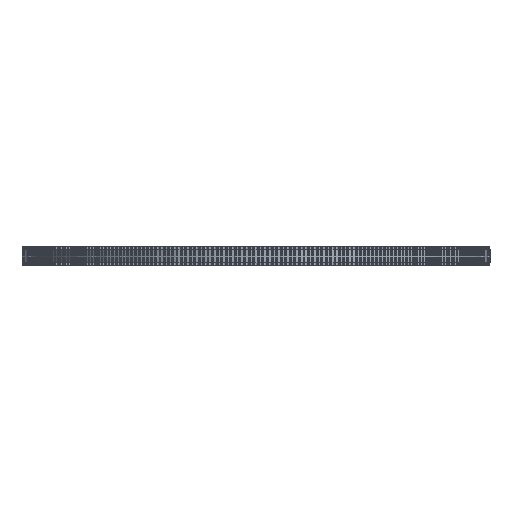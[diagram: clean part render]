
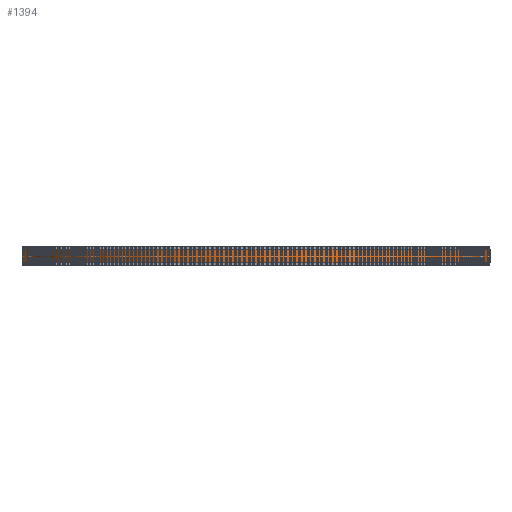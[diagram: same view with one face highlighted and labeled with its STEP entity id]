
A CAD part, left-side view. The second image highlights one B-rep face of the part: STEP entity #1394.
In plain terms, the highlighted cylindrical face has radius 101.222 mm (diameter 202.445 mm), a full revolution.
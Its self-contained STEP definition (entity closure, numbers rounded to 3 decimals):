
#97=FACE_BOUND('',#5216,.T.);
#98=FACE_BOUND('',#5217,.T.);
#1394=ADVANCED_FACE('',(#97,#98),#2667,.T.);
#2667=CYLINDRICAL_SURFACE('',#28127,101.223);
#5216=EDGE_LOOP('',(#15394));
#5217=EDGE_LOOP('',(#15395));
#15394=ORIENTED_EDGE('',*,*,#21758,.T.);
#15395=ORIENTED_EDGE('',*,*,#21759,.T.);
#17940=VERTEX_POINT('',#44680);
#17941=VERTEX_POINT('',#44682);
#21758=EDGE_CURVE('',#17940,#17940,#24304,.T.);
#21759=EDGE_CURVE('',#17941,#17941,#24305,.T.);
#24304=CIRCLE('',#28125,101.223);
#24305=CIRCLE('',#28126,101.223);
#28125=AXIS2_PLACEMENT_3D('',#44679,#37038,#37039);
#28126=AXIS2_PLACEMENT_3D('',#44681,#37040,#37041);
#28127=AXIS2_PLACEMENT_3D('',#44683,#37042,#37043);
#37038=DIRECTION('',(0.,0.,1.));
#37039=DIRECTION('',(1.,0.,0.));
#37040=DIRECTION('',(0.,0.,-1.));
#37041=DIRECTION('',(1.,0.,0.));
#37042=DIRECTION('',(0.,0.,1.));
#37043=DIRECTION('',(1.,0.,0.));
#44679=CARTESIAN_POINT('',(0.,0.,1.));
#44680=CARTESIAN_POINT('',(101.223,0.,1.));
#44681=CARTESIAN_POINT('',(0.,0.,7.));
#44682=CARTESIAN_POINT('',(101.223,0.,7.));
#44683=CARTESIAN_POINT('',(0.,0.,1.));
